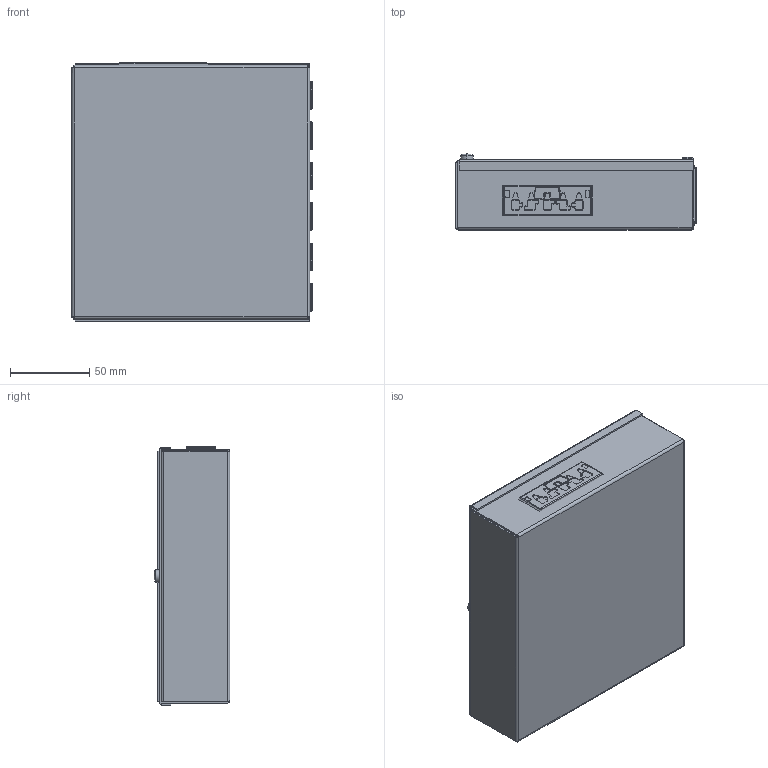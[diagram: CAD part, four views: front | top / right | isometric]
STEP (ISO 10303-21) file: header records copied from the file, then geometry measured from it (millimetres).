
FILE_DESCRIPTION (( 'STEP AP214' ), '1' );
FILE_NAME ('6107988.stp', '2020-12-04T10:14:21', ( '' ), ( '' ), 'SwSTEP 2.0', 'SolidWorks 2020', '' );
FILE_SCHEMA (( 'AUTOMOTIVE_DESIGN' ));
Length unit declared in the file: millimetre
Products named in the file (7): 006639T1_6-fach Erdung Anschlusszustand; 43829_43829A; P_07700715_1_schwarz; 006639_6-fach Verdrahtungszustand; P_07700703_1_schwarz; 6107988; 35104466_Standard
Assembly tree (11 placements, depth 3):
  6107988
    006639_6-fach Verdrahtungszustand
      006639T1_6-fach Erdung Anschlusszustand
    43829_43829A
    35104466_Standard
    P_07700703_1_schwarz  x6
    P_07700715_1_schwarz
Bounding box: 151.5 x 47.78 x 162.75 mm (x, y, z)
Volume: 237220.3 mm3; surface area: 188035.2 mm2
Topology: 10 solids, 10 shells, 1447 faces, 3756 edges, 2374 vertices
Faces by surface type: plane 928, cylinder 374, bspline 103, cone 29, torus 11, sphere 2
Entity records: 21224 total; most frequent: CARTESIAN_POINT 3968, ORIENTED_EDGE 2784, DIRECTION 2552, EDGE_CURVE 1392, LINE 1016, VECTOR 1016, VERTEX_POINT 884, AXIS2_PLACEMENT_3D 768
